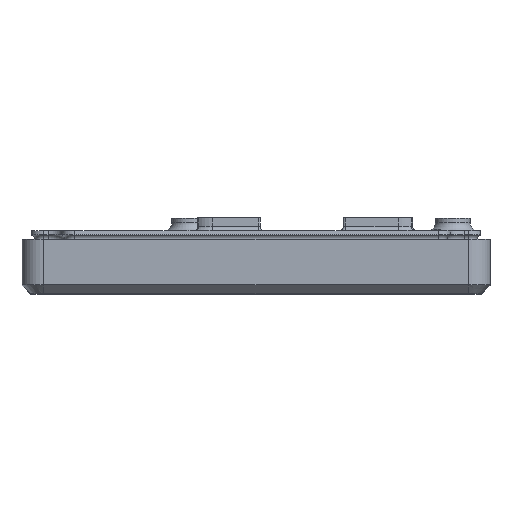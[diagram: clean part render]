
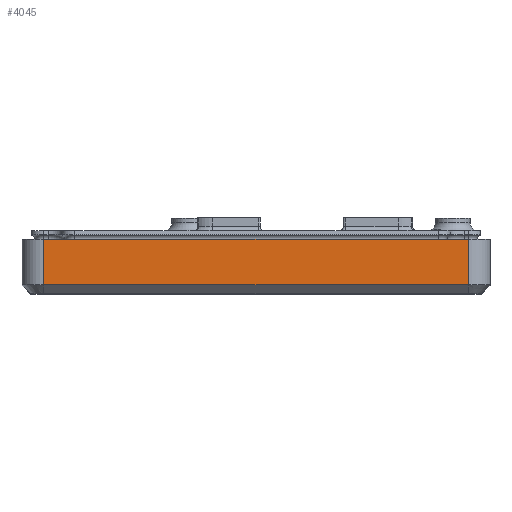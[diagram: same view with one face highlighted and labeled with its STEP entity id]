
A CAD part, top view. The second image highlights one B-rep face of the part: STEP entity #4045.
In plain terms, the highlighted planar face has unit normal (0, 0, 1).
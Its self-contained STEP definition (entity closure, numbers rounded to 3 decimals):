
#98=PLANE('',#4417);
#283=LINE('',#6453,#620);
#314=LINE('',#6547,#651);
#315=LINE('',#6550,#652);
#316=LINE('',#6551,#653);
#620=VECTOR('',#5149,10.);
#651=VECTOR('',#5256,10.);
#652=VECTOR('',#5259,10.);
#653=VECTOR('',#5260,10.);
#1055=FACE_OUTER_BOUND('',#1301,.T.);
#1301=EDGE_LOOP('',(#3074,#3075,#3076,#3077));
#1842=VERTEX_POINT('',#6410);
#1854=VERTEX_POINT('',#6446);
#1880=VERTEX_POINT('',#6545);
#1881=VERTEX_POINT('',#6549);
#2298=EDGE_CURVE('',#1842,#1854,#283,.T.);
#2344=EDGE_CURVE('',#1880,#1842,#314,.T.);
#2345=EDGE_CURVE('',#1880,#1881,#315,.T.);
#2346=EDGE_CURVE('',#1854,#1881,#316,.T.);
#3074=ORIENTED_EDGE('',*,*,#2298,.F.);
#3075=ORIENTED_EDGE('',*,*,#2344,.F.);
#3076=ORIENTED_EDGE('',*,*,#2345,.T.);
#3077=ORIENTED_EDGE('',*,*,#2346,.F.);
#4045=ADVANCED_FACE('',(#1055),#98,.T.);
#4417=AXIS2_PLACEMENT_3D('',#6548,#5257,#5258);
#5149=DIRECTION('',(-1.,0.,0.));
#5256=DIRECTION('',(0.,-1.,0.));
#5257=DIRECTION('center_axis',(0.,0.,1.));
#5258=DIRECTION('ref_axis',(-1.,0.,0.));
#5259=DIRECTION('',(-1.,0.,0.));
#5260=DIRECTION('',(0.,1.,0.));
#6410=CARTESIAN_POINT('',(59.,17.715,7.525));
#6446=CARTESIAN_POINT('',(-39.,17.715,7.525));
#6453=CARTESIAN_POINT('',(37.,17.715,7.525));
#6545=CARTESIAN_POINT('',(59.,28.242,7.525));
#6547=CARTESIAN_POINT('',(59.,18.715,7.525));
#6548=CARTESIAN_POINT('Origin',(64.,18.715,7.525));
#6549=CARTESIAN_POINT('',(-39.,28.242,7.525));
#6550=CARTESIAN_POINT('',(37.,28.242,7.525));
#6551=CARTESIAN_POINT('',(-39.,18.715,7.525));
